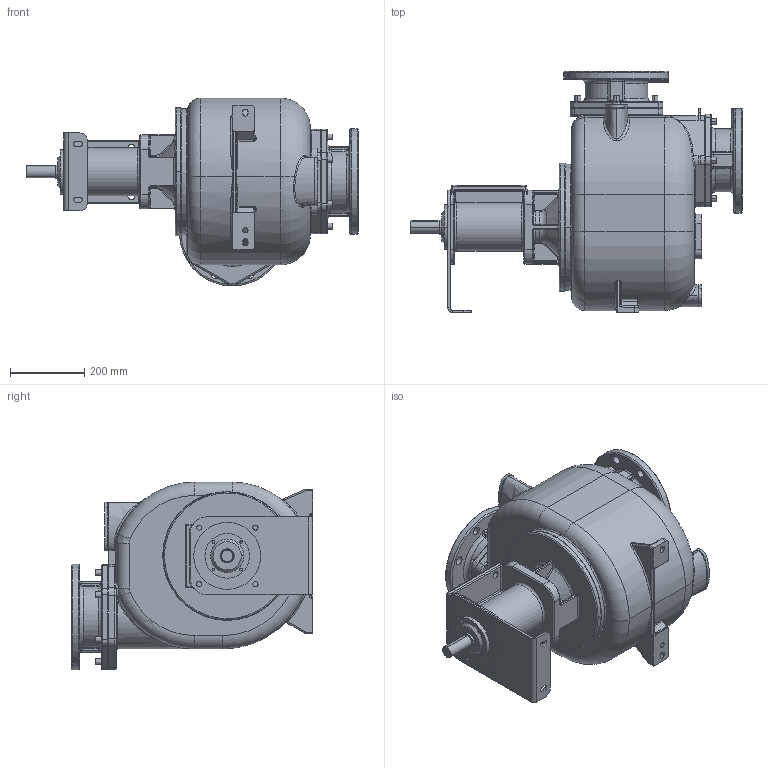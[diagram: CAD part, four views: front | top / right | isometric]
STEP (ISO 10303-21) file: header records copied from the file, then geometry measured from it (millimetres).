
FILE_DESCRIPTION((''),'2;1');
FILE_NAME('S161_B_F','2021-05-19T14:37:54',('Nicola'),(''),'CREO PARAMETRIC BY PTC INC, 2020342','CREO PARAMETRIC BY PTC INC, 2020342','');
FILE_SCHEMA(('CONFIG_CONTROL_DESIGN'));
Products named in the file (1): S161_B_F
Bounding box: 895 x 650 x 506.5 mm (x, y, z)
Volume: 80566646.7 mm3; surface area: 2080112 mm2
Topology: 2 solids, 2 shells, 1185 faces, 2794 edges, 1667 vertices
Faces by surface type: cylinder 528, plane 245, bspline 195, torus 159, cone 28, sphere 26, extrusion 4
Entity records: 58978 total; most frequent: CARTESIAN_POINT 32257, DIRECTION 5698, ORIENTED_EDGE 5580, EDGE_CURVE 2790, AXIS2_PLACEMENT_3D 2384, VERTEX_POINT 1667, CIRCLE 1394, EDGE_LOOP 1327
